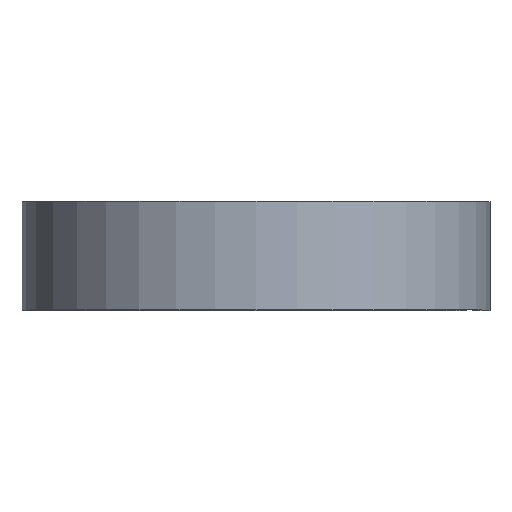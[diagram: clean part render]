
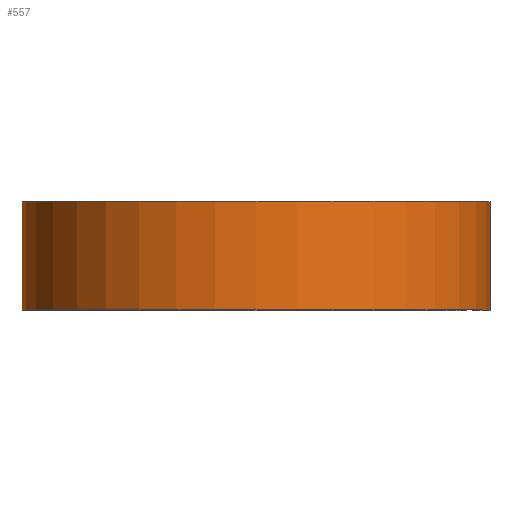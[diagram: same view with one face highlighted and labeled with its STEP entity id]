
A CAD part, top view. The second image highlights one B-rep face of the part: STEP entity #557.
In plain terms, the highlighted cylindrical face has radius 27.407 mm (diameter 54.813 mm), a partial arc.
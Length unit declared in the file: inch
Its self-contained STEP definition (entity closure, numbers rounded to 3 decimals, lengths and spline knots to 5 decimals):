
#25 = VERTEX_POINT ( 'NONE', #84 ) ;
#37 = LINE ( 'NONE', #510, #219 ) ;
#50 = VERTEX_POINT ( 'NONE', #723 ) ;
#63 = DIRECTION ( 'NONE',  ( 0., -1., 0. ) ) ;
#66 = EDGE_CURVE ( 'NONE', #25, #563, #37, .T. ) ;
#75 = VECTOR ( 'NONE', #63, 39.37008 ) ;
#76 = CARTESIAN_POINT ( 'NONE',  ( 0., 0.25, 0. ) ) ;
#84 = CARTESIAN_POINT ( 'NONE',  ( 0., 0.25, -1.079 ) ) ;
#211 = CARTESIAN_POINT ( 'NONE',  ( 0., -0.25, -1.079 ) ) ;
#219 = VECTOR ( 'NONE', #678, 39.37008 ) ;
#237 = ORIENTED_EDGE ( 'NONE', *, *, #66, .T. ) ;
#252 = CIRCLE ( 'NONE', #734, 1.079 ) ;
#287 = ORIENTED_EDGE ( 'NONE', *, *, #424, .F. ) ;
#304 = ORIENTED_EDGE ( 'NONE', *, *, #417, .T. ) ;
#349 = CARTESIAN_POINT ( 'NONE',  ( 1.079, 0.25, 0. ) ) ;
#361 = CYLINDRICAL_SURFACE ( 'NONE', #726, 1.079 ) ;
#388 = FACE_OUTER_BOUND ( 'NONE', #621, .T. ) ;
#410 = DIRECTION ( 'NONE',  ( 0., 0., -1. ) ) ;
#417 = EDGE_CURVE ( 'NONE', #563, #611, #452, .T. ) ;
#424 = EDGE_CURVE ( 'NONE', #25, #50, #252, .T. ) ;
#430 = DIRECTION ( 'NONE',  ( 0., -1., 0. ) ) ;
#449 = DIRECTION ( 'NONE',  ( 0., 1., 0. ) ) ;
#452 = CIRCLE ( 'NONE', #704, 1.079 ) ;
#509 = DIRECTION ( 'NONE',  ( 1., 0., 0. ) ) ;
#510 = CARTESIAN_POINT ( 'NONE',  ( 0., 0.25, -1.079 ) ) ;
#539 = LINE ( 'NONE', #349, #75 ) ;
#553 = ORIENTED_EDGE ( 'NONE', *, *, #732, .F. ) ;
#557 = ADVANCED_FACE ( 'NONE', ( #388 ), #361, .T. ) ;
#563 = VERTEX_POINT ( 'NONE', #211 ) ;
#578 = CARTESIAN_POINT ( 'NONE',  ( 0., 0.25, 0. ) ) ;
#590 = DIRECTION ( 'NONE',  ( 1., 0., 0. ) ) ;
#611 = VERTEX_POINT ( 'NONE', #625 ) ;
#621 = EDGE_LOOP ( 'NONE', ( #304, #553, #287, #237 ) ) ;
#625 = CARTESIAN_POINT ( 'NONE',  ( 1.079, -0.25, 0. ) ) ;
#678 = DIRECTION ( 'NONE',  ( 0., -1., 0. ) ) ;
#704 = AXIS2_PLACEMENT_3D ( 'NONE', #719, #722, #590 ) ;
#719 = CARTESIAN_POINT ( 'NONE',  ( 0., -0.25, 0. ) ) ;
#722 = DIRECTION ( 'NONE',  ( 0., 1., 0. ) ) ;
#723 = CARTESIAN_POINT ( 'NONE',  ( 1.079, 0.25, 0. ) ) ;
#726 = AXIS2_PLACEMENT_3D ( 'NONE', #76, #430, #410 ) ;
#732 = EDGE_CURVE ( 'NONE', #50, #611, #539, .T. ) ;
#734 = AXIS2_PLACEMENT_3D ( 'NONE', #578, #449, #509 ) ;
